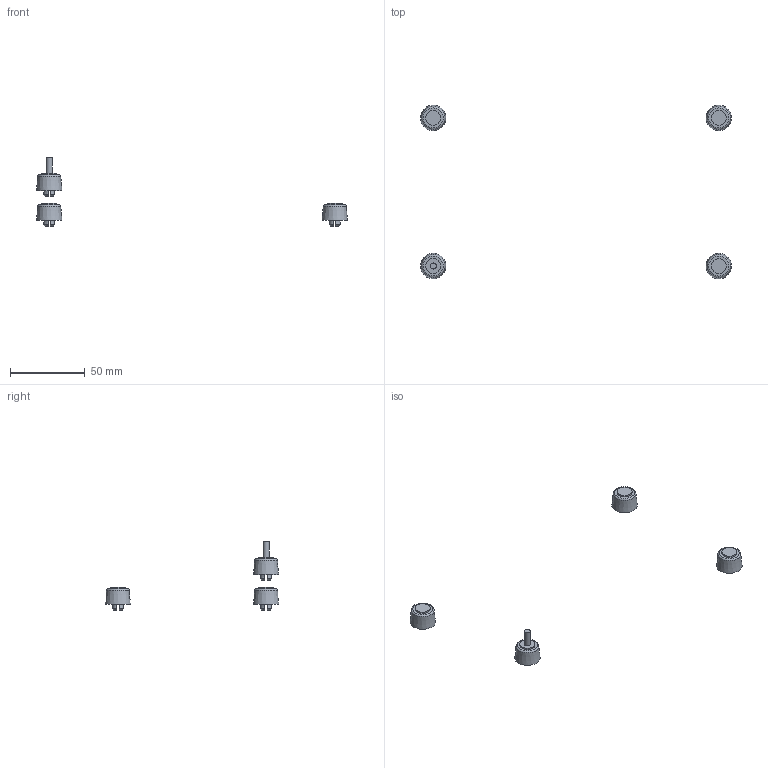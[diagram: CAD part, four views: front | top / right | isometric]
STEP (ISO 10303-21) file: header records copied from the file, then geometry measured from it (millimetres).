
FILE_DESCRIPTION((''),'2;1');
FILE_NAME('95006000_IT GF.stp','2010-04-16T08:35:36',('kotzmaier'),(''),'Autodesk Inventor 2010','Autodesk Inventor 2010','');
FILE_SCHEMA(('CONFIG_CONTROL_DESIGN'));
Length unit declared in the file: millimetre
Products named in the file (3): 2803095_GF_Montage; IT-GF; 2803095_IT-GF_unmontiert
Assembly tree (4 placements, depth 2):
  2803095_GF_Montage
    IT-GF  x3
    2803095_IT-GF_unmontiert
Bounding box: 207.94 x 116.1 x 46 mm (x, y, z)
Volume: 8935.8 mm3; surface area: 4806.5 mm2
Topology: 4 solids, 4 shells, 114 faces, 287 edges, 190 vertices
Faces by surface type: plane 65, cone 36, cylinder 9, torus 4
Full cylindrical faces by diameter (mm): 4 x5, 10 x4
Entity records: 1762 total; most frequent: CARTESIAN_POINT 357, DIRECTION 286, ORIENTED_EDGE 268, EDGE_CURVE 134, AXIS2_PLACEMENT_3D 119, VERTEX_POINT 94, EDGE_LOOP 72, FACE_OUTER_BOUND 58
